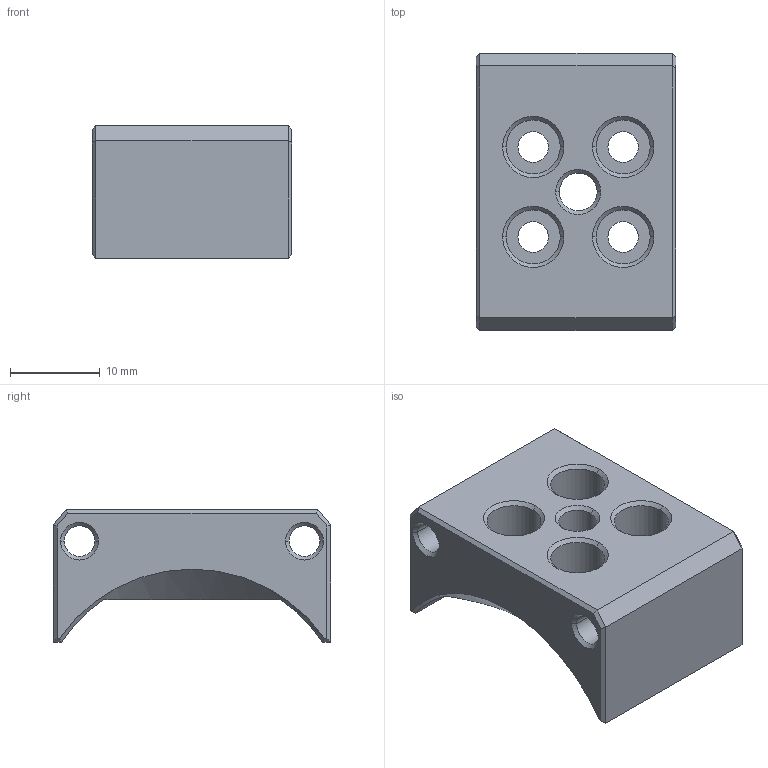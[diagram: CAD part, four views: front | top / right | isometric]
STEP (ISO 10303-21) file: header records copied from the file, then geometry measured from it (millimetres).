
FILE_DESCRIPTION (( 'STEP AP214' ), '1' );
FILE_NAME ('Hotend_Mount_Drop_Effect_XG.STEP', '2022-10-31T16:32:08', ( '' ), ( '' ), 'SwSTEP 2.0', 'SolidWorks 2019', '' );
FILE_SCHEMA (( 'AUTOMOTIVE_DESIGN' ));
Length unit declared in the file: millimetre
Products named in the file (1): Hotend_Mount_Drop_Effect_XG
Bounding box: 22.19 x 30.8 x 14.75 mm (x, y, z)
Volume: 5985.1 mm3; surface area: 3719.4 mm2
Topology: 1 solids, 1 shells, 74 faces, 168 edges, 100 vertices
Faces by surface type: plane 29, cylinder 24, cone 21
Entity records: 2140 total; most frequent: CARTESIAN_POINT 382, DIRECTION 380, ORIENTED_EDGE 336, EDGE_CURVE 168, AXIS2_PLACEMENT_3D 144, VERTEX_POINT 100, LINE 92, VECTOR 92
